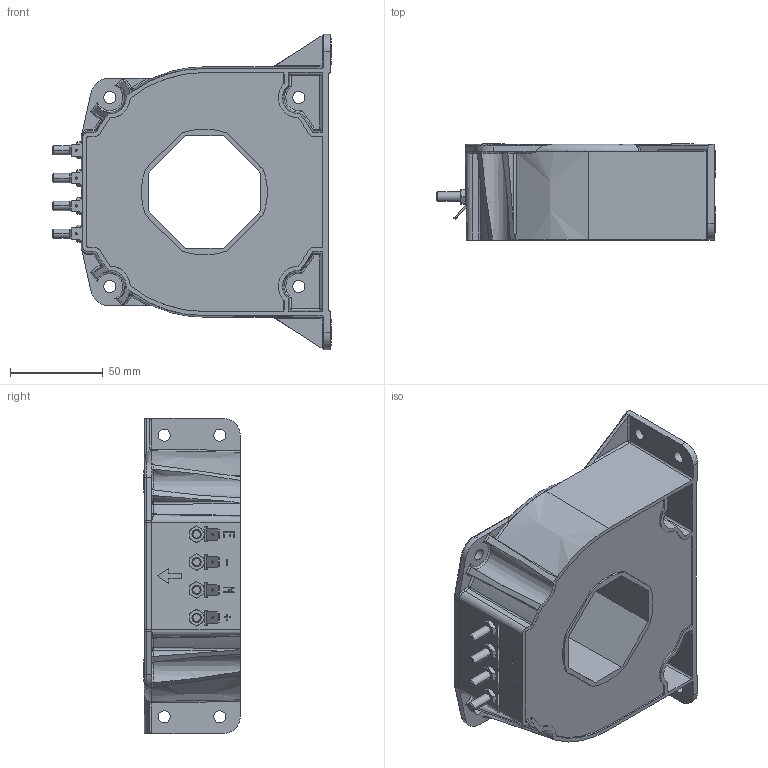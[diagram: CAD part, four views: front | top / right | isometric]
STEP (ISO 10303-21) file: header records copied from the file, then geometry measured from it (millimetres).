
FILE_DESCRIPTION(/* description */ (''),/* implementation_level */ '2;1');
FILE_NAME(/* name */ '100525629ugm000_c.stp',/* time_stamp */ '2014-11-03T23:47:31+01:00',/* author */ (''),/* organization */ (''),/* preprocessor_version */ 'ST-DEVELOPER v15',/* originating_system */ 'SIEMENS PLM Software NX 8.5',/* authorisation */ '');
FILE_SCHEMA (('AUTOMOTIVE_DESIGN { 1 0 10303 214 3 1 1 1 }'));
Length unit declared in the file: millimetre
Products named in the file (1): 100525629ugm000_c
Bounding box: 150.3 x 52 x 170 mm (x, y, z)
Volume: 633791.2 mm3; surface area: 82737.7 mm2
Topology: 2 solids, 12 shells, 1126 faces, 3513 edges, 3008 vertices
Faces by surface type: plane 584, extrusion 238, cylinder 143, cone 104, torus 24, bspline 17, sphere 16
Full cylindrical faces by diameter (mm): 5.5 x4, 6.5 x4, 12 x4, 14 x4
Entity records: 44963 total; most frequent: CARTESIAN_POINT 11831, ORIENTED_EDGE 5842, DIRECTION 5011, EDGE_CURVE 2921, VECTOR 2337, LINE 2099, VERTEX_POINT 1928, AXIS2_PLACEMENT_3D 1337
